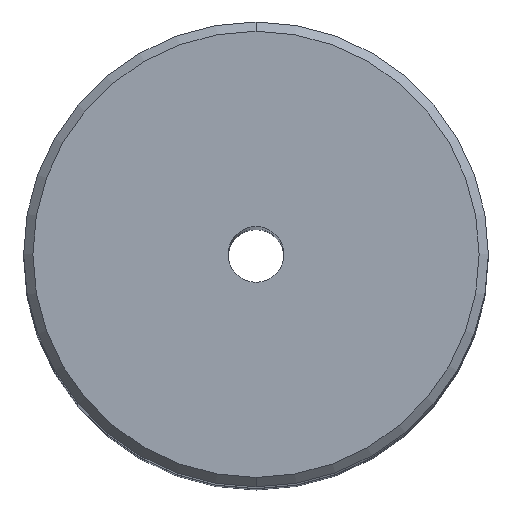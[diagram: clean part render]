
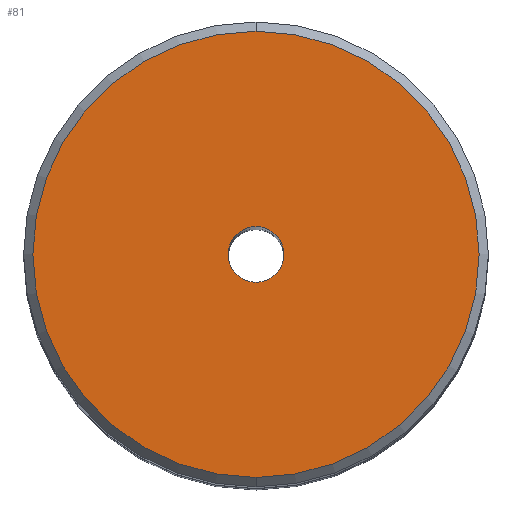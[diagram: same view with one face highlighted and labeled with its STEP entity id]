
A CAD part, top view. The second image highlights one B-rep face of the part: STEP entity #81.
In plain terms, the highlighted planar face has unit normal (0, 0, 1).
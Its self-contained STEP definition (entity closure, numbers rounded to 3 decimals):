
#53=PLANE('',#495);
#60=FACE_BOUND('',#134,.T.);
#61=FACE_BOUND('',#135,.T.);
#81=ADVANCED_FACE('',(#60,#61),#53,.F.);
#134=EDGE_LOOP('',(#242,#243));
#135=EDGE_LOOP('',(#244,#245));
#162=CIRCLE('',#489,12.);
#163=CIRCLE('',#491,12.);
#164=CIRCLE('',#493,1.5);
#165=CIRCLE('',#494,1.5);
#242=ORIENTED_EDGE('',*,*,#319,.F.);
#243=ORIENTED_EDGE('',*,*,#317,.F.);
#244=ORIENTED_EDGE('',*,*,#320,.F.);
#245=ORIENTED_EDGE('',*,*,#321,.F.);
#276=VERTEX_POINT('',#782);
#277=VERTEX_POINT('',#784);
#278=VERTEX_POINT('',#790);
#279=VERTEX_POINT('',#791);
#317=EDGE_CURVE('',#276,#277,#162,.T.);
#319=EDGE_CURVE('',#277,#276,#163,.T.);
#320=EDGE_CURVE('',#278,#279,#164,.T.);
#321=EDGE_CURVE('',#279,#278,#165,.T.);
#489=AXIS2_PLACEMENT_3D('',#783,#615,#616);
#491=AXIS2_PLACEMENT_3D('',#787,#620,#621);
#493=AXIS2_PLACEMENT_3D('',#789,#624,#625);
#494=AXIS2_PLACEMENT_3D('',#792,#626,#627);
#495=AXIS2_PLACEMENT_3D('',#793,#628,#629);
#615=DIRECTION('',(0.,0.,-1.));
#616=DIRECTION('',(0.,-1.,0.));
#620=DIRECTION('',(0.,0.,-1.));
#621=DIRECTION('',(0.,1.,0.));
#624=DIRECTION('',(0.,0.,1.));
#625=DIRECTION('',(0.,1.,0.));
#626=DIRECTION('',(0.,0.,1.));
#627=DIRECTION('',(0.,-1.,0.));
#628=DIRECTION('',(0.,0.,-1.));
#629=DIRECTION('',(0.,1.,0.));
#782=CARTESIAN_POINT('',(0.,-12.,100.));
#783=CARTESIAN_POINT('',(0.,0.,100.));
#784=CARTESIAN_POINT('',(0.,12.,100.));
#787=CARTESIAN_POINT('',(0.,0.,100.));
#789=CARTESIAN_POINT('',(0.,0.,100.));
#790=CARTESIAN_POINT('',(0.,1.5,100.));
#791=CARTESIAN_POINT('',(0.,-1.5,100.));
#792=CARTESIAN_POINT('',(0.,0.,100.));
#793=CARTESIAN_POINT('',(0.,0.,100.));
